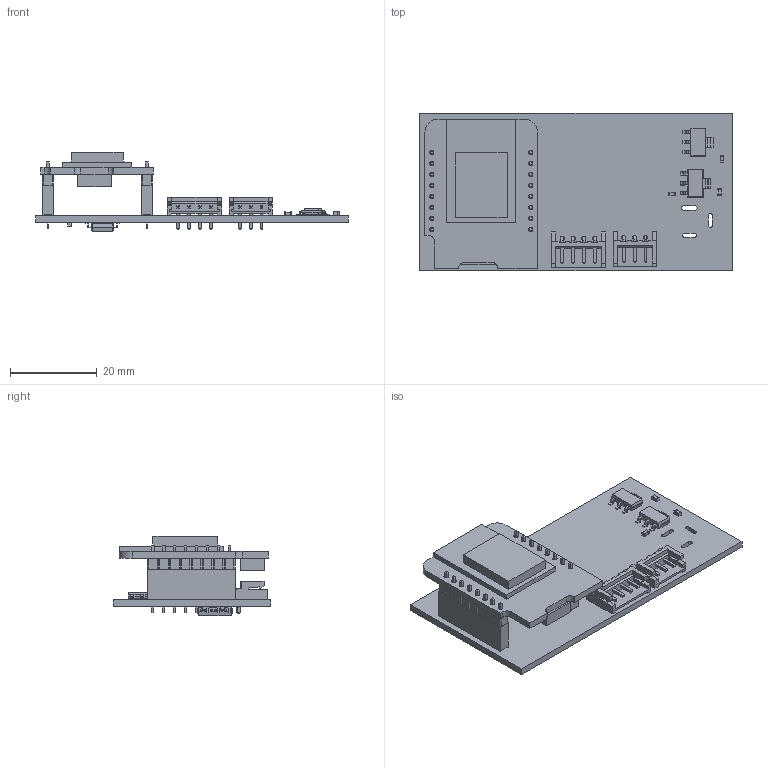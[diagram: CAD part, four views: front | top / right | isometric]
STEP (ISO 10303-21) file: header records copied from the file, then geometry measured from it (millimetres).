
FILE_DESCRIPTION(('KiCad electronic assembly'),'2;1');
FILE_NAME('Water_Flowering_hardware.step','2024-03-07T19:58:21',( 'Pcbnew'),('Kicad'),'Open CASCADE STEP processor 7.6', 'KiCad to STEP converter','Unknown');
FILE_SCHEMA(('AUTOMOTIVE_DESIGN { 1 0 10303 214 1 1 1 1 }'));
Length unit declared in the file: millimetre
Products named in the file (18): Water_Flowering_hardware 1; SOT-223; SOT_223; JST_EH_S3B-EH_1x03_P2.50mm_Horizontal; JST_S3B_EH; wemos_d1_mini_light; PinHeader_1x08_P2.54mm_Vertical; PinHeader_1x08_P254mm_Vertical; PinSocket_1x08_P2.54mm_Vertical; PinSocket_1x08_P254mm_Vertical; C_0603_1608Metric; JST_EH_S4B-EH_1x04_P2.50mm_Horizontal; JST_S4B_EH; SSOP-24_5.3x8.2mm_P0.65mm; SSOP_24_53x82mm_P065mm; Water_Flowering_hardware_PCB
Assembly tree (24 placements, depth 3):
  Water_Flowering_hardware 1
    SOT-223  x2
      SOT_223
    JST_EH_S3B-EH_1x03_P2.50mm_Horizontal
      JST_S3B_EH
    wemos_d1_mini_light
      wemos_d1_mini_light
    PinHeader_1x08_P2.54mm_Vertical  x2
      PinHeader_1x08_P254mm_Vertical
    PinSocket_1x08_P2.54mm_Vertical  x2
      PinSocket_1x08_P254mm_Vertical
    C_0603_1608Metric  x5
      C_0603_1608Metric
    JST_EH_S4B-EH_1x04_P2.50mm_Horizontal
      JST_S4B_EH
    SSOP-24_5.3x8.2mm_P0.65mm
      SSOP_24_53x82mm_P065mm
    Water_Flowering_hardware_PCB
Bounding box: 72.15 x 36.4 x 18.4 mm (x, y, z)
Volume: 7931.8 mm3; surface area: 11245.8 mm2
Topology: 16 solids, 16 shells, 1964 faces, 5066 edges, 3240 vertices
Faces by surface type: plane 1631, cylinder 253, bspline 80
Full cylindrical faces by diameter (mm): 0.5 x1, 0.95 x7, 1 x32
Entity records: 49061 total; most frequent: CARTESIAN_POINT 7229, ORIENTED_EDGE 6888, DIRECTION 6338, EDGE_CURVE 3444, LINE 3016, VECTOR 3016, VERTEX_POINT 2200, AXIS2_PLACEMENT_3D 1661
